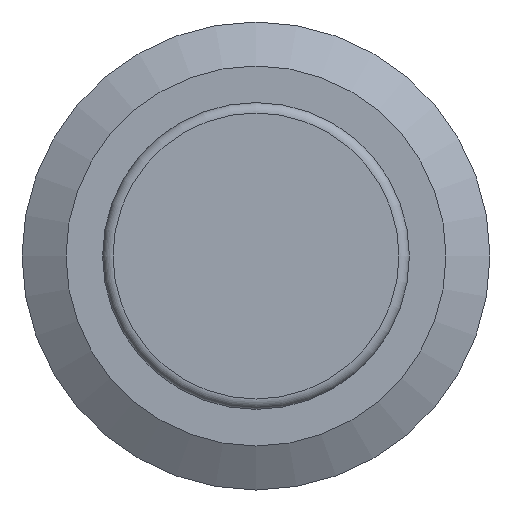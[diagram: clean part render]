
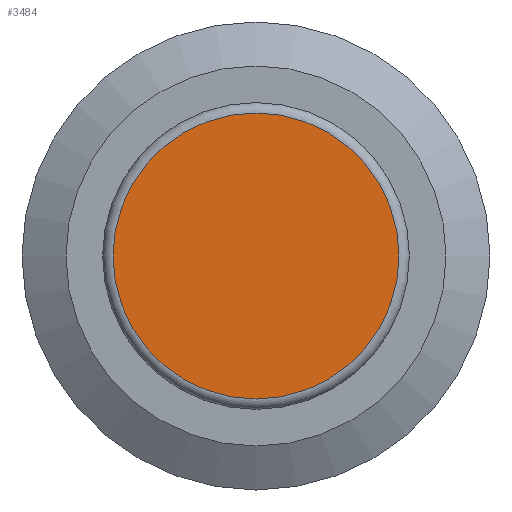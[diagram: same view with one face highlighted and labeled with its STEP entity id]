
A CAD part, left-side view. The second image highlights one B-rep face of the part: STEP entity #3484.
In plain terms, the highlighted planar face has unit normal (-1, 0, 0).
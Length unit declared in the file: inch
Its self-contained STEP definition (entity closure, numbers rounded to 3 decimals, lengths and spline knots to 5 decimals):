
#3464=CARTESIAN_POINT('',(-0.15354,-0.21654,0.));
#3465=VERTEX_POINT('',#3464);
#3466=CARTESIAN_POINT('',(-0.15354,0.,0.));
#3467=DIRECTION('',(1.0,0.0,0.0));
#3468=DIRECTION('',(0.0,1.0,0.0));
#3469=AXIS2_PLACEMENT_3D('',#3466,#3467,#3468);
#3470=CIRCLE('',#3469,0.21654);
#3471=EDGE_CURVE('',#3465,#3465,#3470,.T.);
#3476=CARTESIAN_POINT('',(-0.15354,-0.23819,-0.23819));
#3477=DIRECTION('',(1.0,0.0,0.0));
#3478=DIRECTION('',(0.0,0.0,-1.0));
#3479=AXIS2_PLACEMENT_3D('',#3476,#3477,#3478);
#3480=PLANE('',#3479);
#3481=ORIENTED_EDGE('',*,*,#3471,.F.);
#3482=EDGE_LOOP('',(#3481));
#3483=FACE_OUTER_BOUND('',#3482,.T.);
#3484=ADVANCED_FACE('',(#3483),#3480,.F.);
